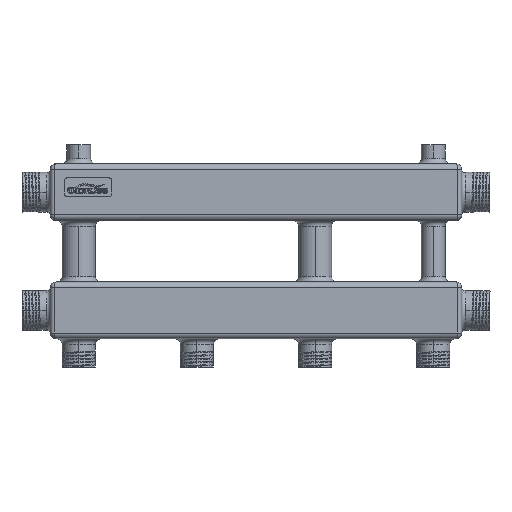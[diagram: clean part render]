
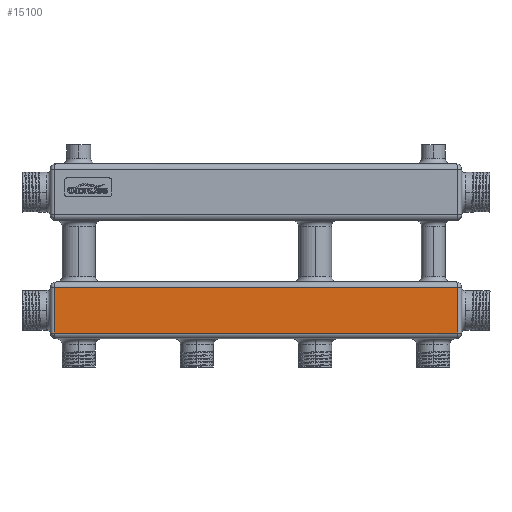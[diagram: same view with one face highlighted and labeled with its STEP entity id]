
A CAD part, top view. The second image highlights one B-rep face of the part: STEP entity #15100.
In plain terms, the highlighted planar face has unit normal (0, 0, 1).
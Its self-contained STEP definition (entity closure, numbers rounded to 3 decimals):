
#622 = CARTESIAN_POINT ( 'NONE',  ( 4., -38.5, 30. ) ) ;
#738 = CARTESIAN_POINT ( 'NONE',  ( 4., -86.5, 30. ) ) ;
#2226 = VERTEX_POINT ( 'NONE', #622 ) ;
#5098 = DIRECTION ( 'NONE',  ( -1., 0., 0. ) ) ;
#5216 = CARTESIAN_POINT ( 'NONE',  ( 0., -38.5, 30. ) ) ;
#5704 = VECTOR ( 'NONE', #33021, 1000. ) ;
#8734 = ORIENTED_EDGE ( 'NONE', *, *, #29742, .T. ) ;
#9944 = LINE ( 'NONE', #10394, #20525 ) ;
#10394 = CARTESIAN_POINT ( 'NONE',  ( 4., 0., 30. ) ) ;
#10612 = LINE ( 'NONE', #5216, #31839 ) ;
#12800 = ORIENTED_EDGE ( 'NONE', *, *, #28218, .T. ) ;
#14858 = VERTEX_POINT ( 'NONE', #33625 ) ;
#15100 = ADVANCED_FACE ( 'NONE', ( #30756 ), #28646, .T. ) ;
#16268 = VERTEX_POINT ( 'NONE', #16722 ) ;
#16722 = CARTESIAN_POINT ( 'NONE',  ( 431., -86.5, 30. ) ) ;
#17547 = ORIENTED_EDGE ( 'NONE', *, *, #22149, .T. ) ;
#18832 = CARTESIAN_POINT ( 'NONE',  ( 431., 0., 30. ) ) ;
#18868 = VERTEX_POINT ( 'NONE', #738 ) ;
#18996 = DIRECTION ( 'NONE',  ( 0., -1., 0. ) ) ;
#20222 = LINE ( 'NONE', #27783, #5704 ) ;
#20525 = VECTOR ( 'NONE', #18996, 1000. ) ;
#20569 = EDGE_LOOP ( 'NONE', ( #12800, #17547, #8734, #23993 ) ) ;
#22149 = EDGE_CURVE ( 'NONE', #2226, #18868, #9944, .T. ) ;
#23460 = DIRECTION ( 'NONE',  ( 0., 0., 1. ) ) ;
#23993 = ORIENTED_EDGE ( 'NONE', *, *, #31126, .T. ) ;
#27241 = VECTOR ( 'NONE', #32833, 1000. ) ;
#27783 = CARTESIAN_POINT ( 'NONE',  ( 0., -86.5, 30. ) ) ;
#28218 = EDGE_CURVE ( 'NONE', #14858, #2226, #10612, .T. ) ;
#28646 = PLANE ( 'NONE',  #30512 ) ;
#29742 = EDGE_CURVE ( 'NONE', #18868, #16268, #20222, .T. ) ;
#30512 = AXIS2_PLACEMENT_3D ( 'NONE', #31497, #23460, #31622 ) ;
#30756 = FACE_OUTER_BOUND ( 'NONE', #20569, .T. ) ;
#31126 = EDGE_CURVE ( 'NONE', #16268, #14858, #31692, .T. ) ;
#31497 = CARTESIAN_POINT ( 'NONE',  ( 0., 0., 30. ) ) ;
#31622 = DIRECTION ( 'NONE',  ( 1., 0., 0. ) ) ;
#31692 = LINE ( 'NONE', #18832, #27241 ) ;
#31839 = VECTOR ( 'NONE', #5098, 1000. ) ;
#32833 = DIRECTION ( 'NONE',  ( 0., 1., 0. ) ) ;
#33021 = DIRECTION ( 'NONE',  ( 1., 0., 0. ) ) ;
#33625 = CARTESIAN_POINT ( 'NONE',  ( 431., -38.5, 30. ) ) ;
